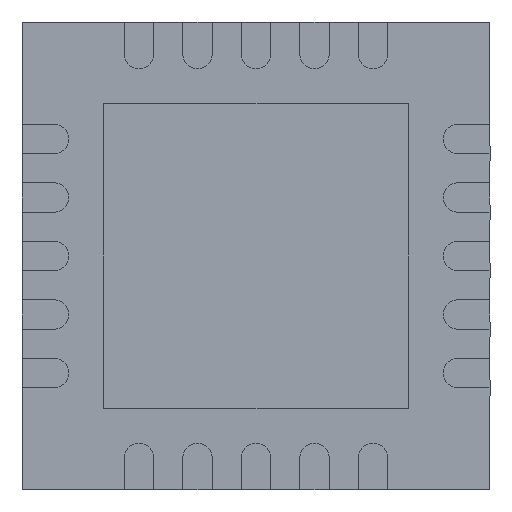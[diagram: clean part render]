
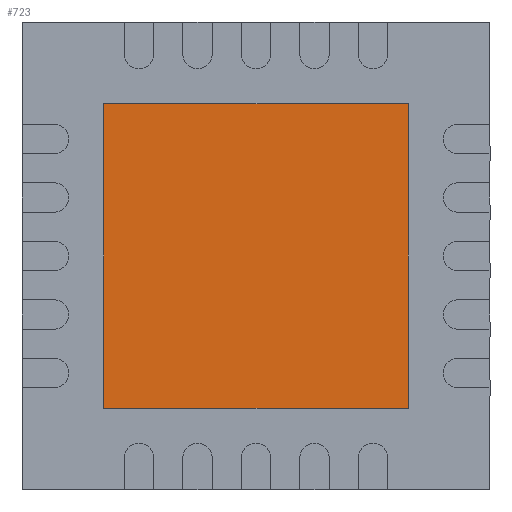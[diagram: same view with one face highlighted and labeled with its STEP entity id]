
A CAD part, front view. The second image highlights one B-rep face of the part: STEP entity #723.
In plain terms, the highlighted planar face has unit normal (0, -1, 0).
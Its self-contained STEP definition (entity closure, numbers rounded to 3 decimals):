
#155 = CARTESIAN_POINT ( 'NONE',  ( 0., 0., 0. ) ) ;
#195 = DIRECTION ( 'NONE',  ( 0., 0., -1. ) ) ;
#214 = DIRECTION ( 'NONE',  ( 0., 0., -1. ) ) ;
#623 = VECTOR ( 'NONE', #5856, 1000. ) ;
#712 = VERTEX_POINT ( 'NONE', #6653 ) ;
#723 = ADVANCED_FACE ( 'NONE', ( #2424 ), #3402, .T. ) ;
#777 = EDGE_CURVE ( 'NONE', #5051, #712, #5175, .T. ) ;
#1284 = VECTOR ( 'NONE', #195, 1000. ) ;
#1331 = CARTESIAN_POINT ( 'NONE',  ( 1.3, 0., 1.3 ) ) ;
#1796 = VERTEX_POINT ( 'NONE', #6135 ) ;
#2019 = CARTESIAN_POINT ( 'NONE',  ( 1.3, 0., 1.3 ) ) ;
#2267 = VERTEX_POINT ( 'NONE', #1331 ) ;
#2385 = EDGE_CURVE ( 'NONE', #1796, #2267, #4805, .T. ) ;
#2424 = FACE_OUTER_BOUND ( 'NONE', #4944, .T. ) ;
#2437 = ORIENTED_EDGE ( 'NONE', *, *, #777, .T. ) ;
#2570 = LINE ( 'NONE', #4143, #5637 ) ;
#2696 = ORIENTED_EDGE ( 'NONE', *, *, #6832, .T. ) ;
#2910 = DIRECTION ( 'NONE',  ( 0., -1., 0. ) ) ;
#3402 = PLANE ( 'NONE',  #5194 ) ;
#3590 = LINE ( 'NONE', #2019, #623 ) ;
#3904 = ORIENTED_EDGE ( 'NONE', *, *, #6936, .T. ) ;
#4124 = ORIENTED_EDGE ( 'NONE', *, *, #2385, .T. ) ;
#4143 = CARTESIAN_POINT ( 'NONE',  ( 1.3, 0., -1.3 ) ) ;
#4381 = CARTESIAN_POINT ( 'NONE',  ( -1.3, 0., 1.3 ) ) ;
#4702 = DIRECTION ( 'NONE',  ( 1., 0., 0. ) ) ;
#4805 = LINE ( 'NONE', #5446, #5591 ) ;
#4944 = EDGE_LOOP ( 'NONE', ( #2437, #3904, #4124, #2696 ) ) ;
#5051 = VERTEX_POINT ( 'NONE', #4381 ) ;
#5175 = LINE ( 'NONE', #6174, #1284 ) ;
#5194 = AXIS2_PLACEMENT_3D ( 'NONE', #155, #2910, #214 ) ;
#5446 = CARTESIAN_POINT ( 'NONE',  ( 1.3, 0., -1.3 ) ) ;
#5591 = VECTOR ( 'NONE', #6548, 1000. ) ;
#5637 = VECTOR ( 'NONE', #4702, 1000. ) ;
#5856 = DIRECTION ( 'NONE',  ( -1., 0., 0. ) ) ;
#6135 = CARTESIAN_POINT ( 'NONE',  ( 1.3, 0., -1.3 ) ) ;
#6174 = CARTESIAN_POINT ( 'NONE',  ( -1.3, 0., -1.3 ) ) ;
#6548 = DIRECTION ( 'NONE',  ( 0., 0., 1. ) ) ;
#6653 = CARTESIAN_POINT ( 'NONE',  ( -1.3, 0., -1.3 ) ) ;
#6832 = EDGE_CURVE ( 'NONE', #2267, #5051, #3590, .T. ) ;
#6936 = EDGE_CURVE ( 'NONE', #712, #1796, #2570, .T. ) ;
